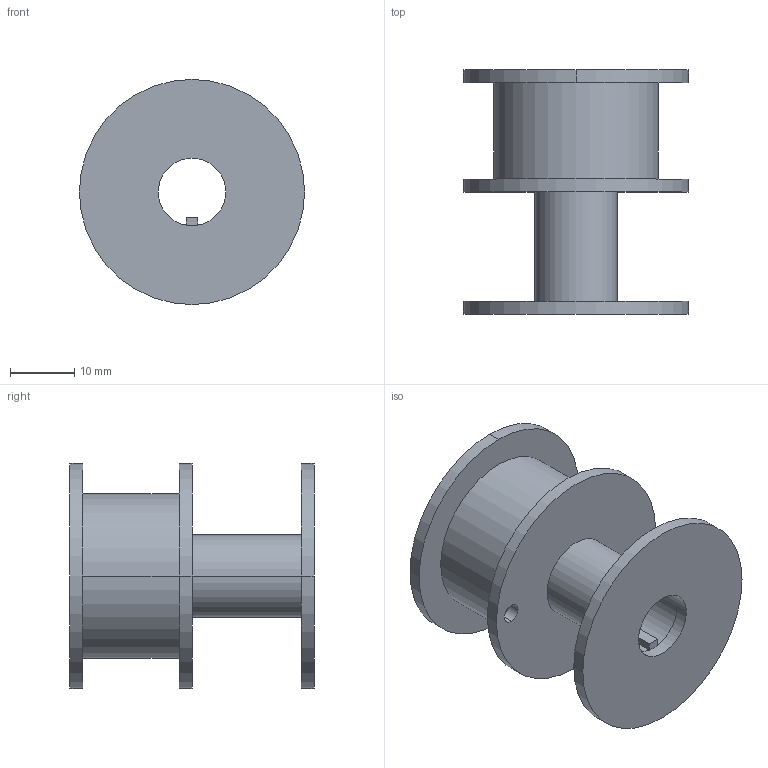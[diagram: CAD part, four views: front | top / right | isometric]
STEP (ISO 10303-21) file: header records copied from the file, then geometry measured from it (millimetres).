
FILE_DESCRIPTION((''),'2;1');
FILE_NAME('PULLEY','2016-05-26T',('arun.sam'),(''),'PRO/ENGINEER BY PARAMETRIC TECHNOLOGY CORPORATION, 2009440','PRO/ENGINEER BY PARAMETRIC TECHNOLOGY CORPORATION, 2009440','');
FILE_SCHEMA(('CONFIG_CONTROL_DESIGN'));
Length unit declared in the file: millimetre
Products named in the file (1): PULLEY
Bounding box: 35 x 38 x 35 mm (x, y, z)
Volume: 12375.8 mm3; surface area: 8209.1 mm2
Topology: 1 solids, 1 shells, 26 faces, 67 edges, 52 vertices
Faces by surface type: cylinder 15, plane 11
Entity records: 849 total; most frequent: DIRECTION 156, CARTESIAN_POINT 134, ORIENTED_EDGE 122, AXIS2_PLACEMENT_3D 62, EDGE_CURVE 61, VERTEX_POINT 40, CIRCLE 35, EDGE_LOOP 33
